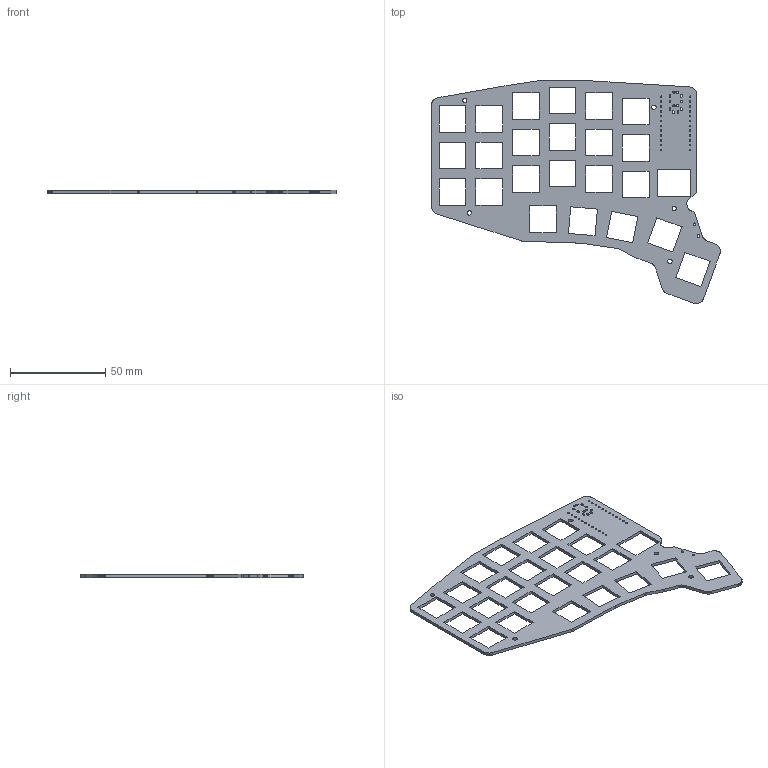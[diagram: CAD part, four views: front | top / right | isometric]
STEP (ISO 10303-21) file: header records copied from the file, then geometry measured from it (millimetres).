
FILE_DESCRIPTION(('KiCad electronic assembly'),'2;1');
FILE_NAME('keybear-chocolate_plate.step','2023-09-30T23:10:18',('Pcbnew' ),('Kicad'),'Open CASCADE STEP processor 7.7', 'KiCad to STEP converter','Unknown');
FILE_SCHEMA(('AUTOMOTIVE_DESIGN { 1 0 10303 214 1 1 1 1 }'));
Length unit declared in the file: millimetre
Products named in the file (2): keybear-chocolate_plate 1; keybear-chocolate_plate PCB
Assembly tree (1 placements, depth 2):
  keybear-chocolate_plate 1
    keybear-chocolate_plate PCB
Bounding box: 151.38 x 117.08 x 1.6 mm (x, y, z)
Volume: 11611.4 mm3; surface area: 17686.3 mm2
Topology: 1 solids, 1 shells, 494 faces, 1476 edges, 984 vertices
Faces by surface type: plane 459, cylinder 35
Full cylindrical faces by diameter (mm): 0.813 x24, 1.2 x4, 1.3 x2, 2.3 x5
Entity records: 36045 total; most frequent: CARTESIAN_POINT 6328, DIRECTION 5420, LINE 4288, VECTOR 4288, ORIENTED_EDGE 2952, PCURVE 2952, DEFINITIONAL_REPRESENTATION 2952, EDGE_CURVE 1476
